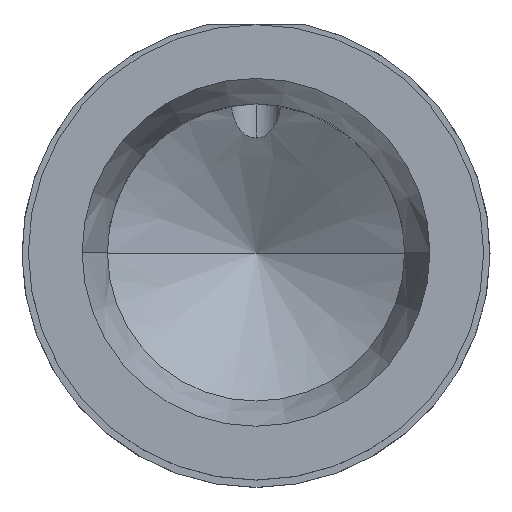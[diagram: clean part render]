
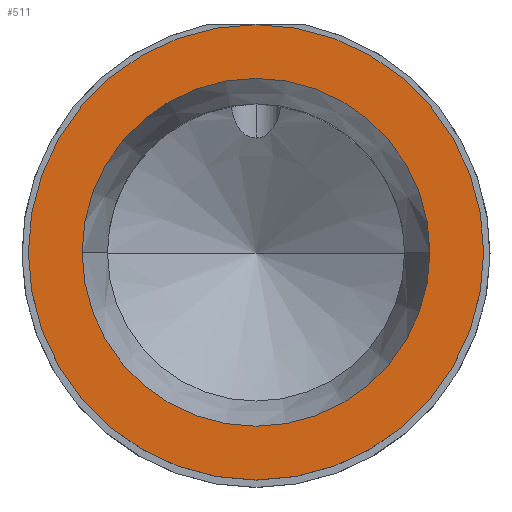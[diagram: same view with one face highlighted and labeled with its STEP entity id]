
A CAD part, top view. The second image highlights one B-rep face of the part: STEP entity #511.
In plain terms, the highlighted planar face has unit normal (0, 0, 1).
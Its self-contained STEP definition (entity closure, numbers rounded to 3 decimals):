
#91=CARTESIAN_POINT('',(0.,0.,23.477));
#92=DIRECTION('',(0.,0.,1.));
#93=DIRECTION('',(-1.,0.,0.));
#94=AXIS2_PLACEMENT_3D('',#91,#92,#93);
#96=CARTESIAN_POINT('',(0.,0.,23.477));
#97=DIRECTION('',(0.,0.,-1.));
#98=DIRECTION('',(-1.,0.,0.));
#99=AXIS2_PLACEMENT_3D('',#96,#97,#98);
#101=CARTESIAN_POINT('',(0.,0.,23.477));
#102=DIRECTION('',(0.,0.,1.));
#103=DIRECTION('',(1.,0.,0.));
#104=AXIS2_PLACEMENT_3D('',#101,#102,#103);
#106=CARTESIAN_POINT('',(0.,0.,23.477));
#107=DIRECTION('',(0.,0.,1.));
#108=DIRECTION('',(-1.,0.,0.));
#109=AXIS2_PLACEMENT_3D('',#106,#107,#108);
#354=CARTESIAN_POINT('',(-9.,0.,23.477));
#356=VERTEX_POINT('',#354);
#366=CARTESIAN_POINT('',(9.,0.,23.477));
#368=VERTEX_POINT('',#366);
#399=CARTESIAN_POINT('',(6.875,0.,23.477));
#400=CARTESIAN_POINT('',(-6.875,0.,23.477));
#401=VERTEX_POINT('',#399);
#402=VERTEX_POINT('',#400);
#496=CARTESIAN_POINT('',(0.,0.,23.477));
#497=DIRECTION('',(0.,0.,-1.));
#498=DIRECTION('',(1.,0.,0.));
#499=AXIS2_PLACEMENT_3D('',#496,#497,#498);
#500=PLANE('',#499);
#502=ORIENTED_EDGE('',*,*,#501,.F.);
#504=ORIENTED_EDGE('',*,*,#503,.T.);
#505=EDGE_LOOP('',(#502,#504));
#506=FACE_OUTER_BOUND('',#505,.F.);
#507=ORIENTED_EDGE('',*,*,#463,.T.);
#508=ORIENTED_EDGE('',*,*,#478,.T.);
#509=EDGE_LOOP('',(#507,#508));
#510=FACE_BOUND('',#509,.F.);
#511=ADVANCED_FACE('',(#506,#510),#500,.F.);
#95=CIRCLE('',#94,9.);
#100=CIRCLE('',#99,9.);
#105=CIRCLE('',#104,6.875);
#110=CIRCLE('',#109,6.875);
#463=EDGE_CURVE('',#401,#402,#105,.T.);
#478=EDGE_CURVE('',#402,#401,#110,.T.);
#501=EDGE_CURVE('',#356,#368,#95,.T.);
#503=EDGE_CURVE('',#356,#368,#100,.T.);
